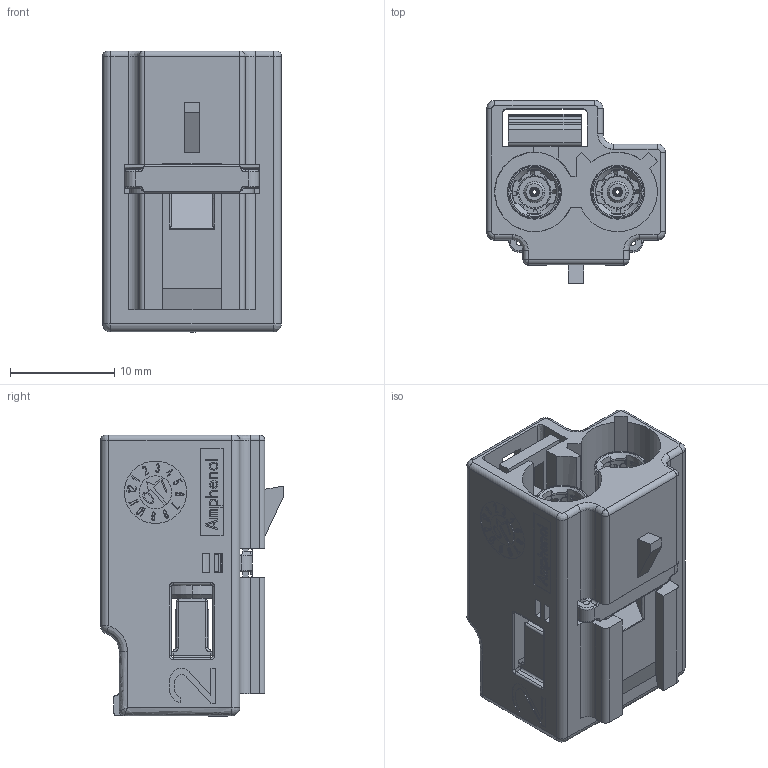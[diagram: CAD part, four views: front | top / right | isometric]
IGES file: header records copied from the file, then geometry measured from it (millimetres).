
Start section:  PTC IGES file: 3FAH-NBSJ-C01W6.igs
Global section: file name: 3FAH-NBSJ-C01W6.igs; native system: Pro/ENGINEER by Parametric Technology Corporation; preprocessor: 2010100; author: Abhay; organization: Unknown; date: 20130204.122910; units: millimetre
Bounding box: 17.2 x 17.6 x 27.1 mm (x, y, z)
Surface area: 4773.9 mm2 (no closed solid volume)
Topology: 0 solids, 0 shells, 643 faces, 5158 edges, 5158 vertices
Faces by surface type: revolution 365, bspline 278
